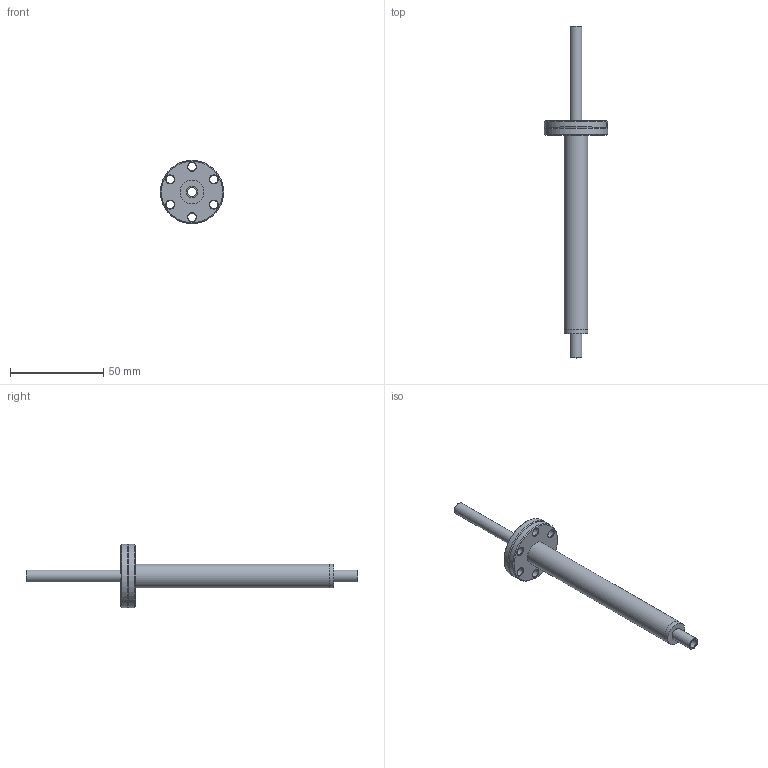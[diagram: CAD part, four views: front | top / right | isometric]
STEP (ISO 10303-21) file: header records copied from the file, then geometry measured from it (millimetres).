
FILE_DESCRIPTION(/* description */ (''),/* implementation_level */ '2;1');
FILE_NAME(/* name */ 'FL-LNF1-16CF.stp',/* time_stamp */ '2019-03-15T11:29:44+00:00',/* author */ ('paul'),/* organization */ (''),/* preprocessor_version */ 'ST-DEVELOPER v17.2',/* originating_system */ 'Autodesk Inventor 2019',/* authorisation */ '');
FILE_SCHEMA (('AUTOMOTIVE_DESIGN { 1 0 10303 214 3 1 1 }'));
Length unit declared in the file: millimetre
Products named in the file (6): FL-LNF1-16CF; long tube assy for CF; washer; big tube long; small tube; FL-16CF
Assembly tree (5 placements, depth 3):
  FL-LNF1-16CF
    long tube assy for CF
      washer
      big tube long
      small tube
    FL-16CF
Bounding box: 33.8 x 177.8 x 33.8 mm (x, y, z)
Volume: 11390.1 mm3; surface area: 18063.6 mm2
Topology: 4 solids, 4 shells, 139 faces, 366 edges, 243 vertices
Faces by surface type: plane 53, bspline 41, cylinder 27, cone 17, torus 1
Full cylindrical faces by diameter (mm): 4.4 x6, 4.76 x1, 6.35 x2, 10.9 x2, 12.7 x3, 21.4 x1, 33.8 x2
Entity records: 5942 total; most frequent: CARTESIAN_POINT 2417, ORIENTED_EDGE 732, DIRECTION 622, EDGE_CURVE 366, VERTEX_POINT 243, AXIS2_PLACEMENT_3D 239, EDGE_LOOP 167, LINE 144
